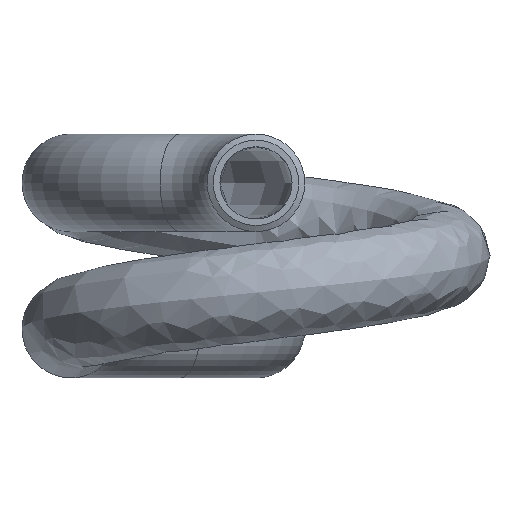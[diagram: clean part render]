
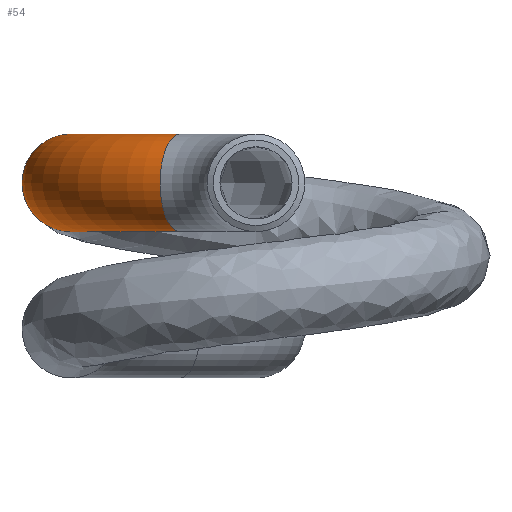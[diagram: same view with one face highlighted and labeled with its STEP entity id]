
A CAD part, left-side view. The second image highlights one B-rep face of the part: STEP entity #54.
In plain terms, the highlighted toroidal (fillet/blend) face has major radius 38 mm and minor radius 10 mm.
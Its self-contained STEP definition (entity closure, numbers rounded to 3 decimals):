
#54 = ADVANCED_FACE( '', ( #115, #116 ), #117, .T. );
#115 = FACE_OUTER_BOUND( '', #178, .T. );
#116 = FACE_OUTER_BOUND( '', #179, .T. );
#117 = TOROIDAL_SURFACE( '', #180, 38., 10. );
#178 = EDGE_LOOP( '', ( #1871 ) );
#179 = EDGE_LOOP( '', ( #1872 ) );
#180 = AXIS2_PLACEMENT_3D( '', #1873, #1874, #1875 );
#1871 = ORIENTED_EDGE( '', *, *, #1913, .T. );
#1872 = ORIENTED_EDGE( '', *, *, #1911, .T. );
#1873 = CARTESIAN_POINT( '', ( 0., 0., 30. ) );
#1874 = DIRECTION( '', ( 0., 0., 1. ) );
#1875 = DIRECTION( '', ( 1., 0., 0. ) );
#1911 = EDGE_CURVE( '', #1948, #1948, #1949, .T. );
#1913 = EDGE_CURVE( '', #1951, #1951, #1952, .T. );
#1948 = VERTEX_POINT( '', #1990 );
#1949 = CIRCLE( '', #1991, 10. );
#1951 = VERTEX_POINT( '', #1993 );
#1952 = CIRCLE( '', #1994, 10. );
#1990 = CARTESIAN_POINT( '', ( -43.783, 19.675, 30. ) );
#1991 = AXIS2_PLACEMENT_3D( '', #2033, #2034, #2035 );
#1993 = CARTESIAN_POINT( '', ( 0., 48., 30. ) );
#1994 = AXIS2_PLACEMENT_3D( '', #2036, #2037, #2038 );
#2033 = CARTESIAN_POINT( '', ( -34.661, 15.576, 30. ) );
#2034 = DIRECTION( '', ( 0.41, 0.912, 0. ) );
#2035 = DIRECTION( '', ( -0.912, 0.41, 0. ) );
#2036 = CARTESIAN_POINT( '', ( 0., 38., 30. ) );
#2037 = DIRECTION( '', ( -1., 0., 0. ) );
#2038 = DIRECTION( '', ( 0., 1., 0. ) );
